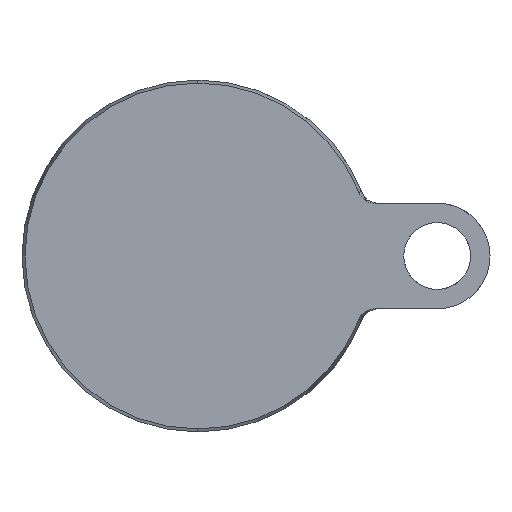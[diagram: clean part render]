
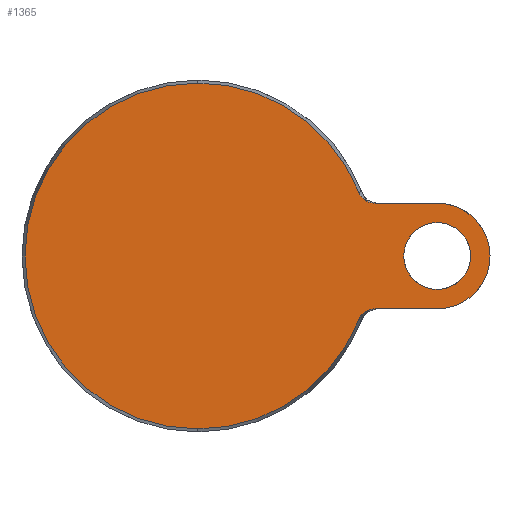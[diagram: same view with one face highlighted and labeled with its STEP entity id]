
A CAD part, front view. The second image highlights one B-rep face of the part: STEP entity #1365.
In plain terms, the highlighted planar face has unit normal (0, -1, 0).
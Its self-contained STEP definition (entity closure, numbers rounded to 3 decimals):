
#4 = CARTESIAN_POINT ( 'NONE',  ( 0., 0., 0. ) ) ;
#7 = VERTEX_POINT ( 'NONE', #658 ) ;
#71 = CARTESIAN_POINT ( 'NONE',  ( 0., 0., 0. ) ) ;
#90 = VERTEX_POINT ( 'NONE', #1031 ) ;
#121 = CARTESIAN_POINT ( 'NONE',  ( 45.66, 0., 18.169 ) ) ;
#131 = CARTESIAN_POINT ( 'NONE',  ( 45.848, 0., -17.699 ) ) ;
#134 = CARTESIAN_POINT ( 'NONE',  ( 47.955, 0., 15.598 ) ) ;
#141 = CARTESIAN_POINT ( 'NONE',  ( 46.575, 0., -16.681 ) ) ;
#147 = CARTESIAN_POINT ( 'NONE',  ( 48.637, 0., -15.295 ) ) ;
#211 = LINE ( 'NONE', #333, #1171 ) ;
#212 = DIRECTION ( 'NONE',  ( 0., -1., 0. ) ) ;
#217 = EDGE_CURVE ( 'NONE', #1479, #342, #1170, .T. ) ;
#225 = CIRCLE ( 'NONE', #884, 9.5 ) ;
#230 = DIRECTION ( 'NONE',  ( 1., 0., 0. ) ) ;
#239 = CARTESIAN_POINT ( 'NONE',  ( 45.848, 0., 17.699 ) ) ;
#259 = CARTESIAN_POINT ( 'NONE',  ( 45.66, 0., -18.169 ) ) ;
#284 = EDGE_CURVE ( 'NONE', #1253, #7, #1603, .T. ) ;
#328 = AXIS2_PLACEMENT_3D ( 'NONE', #1582, #861, #1192 ) ;
#333 = CARTESIAN_POINT ( 'NONE',  ( 15., 0., -15. ) ) ;
#336 = CARTESIAN_POINT ( 'NONE',  ( 68., 0., 0. ) ) ;
#342 = VERTEX_POINT ( 'NONE', #765 ) ;
#347 = DIRECTION ( 'NONE',  ( -1., 0., 0. ) ) ;
#349 = CARTESIAN_POINT ( 'NONE',  ( 15., 0., 15. ) ) ;
#364 = VERTEX_POINT ( 'NONE', #1248 ) ;
#370 = DIRECTION ( 'NONE',  ( 0., 0., -1. ) ) ;
#375 = CARTESIAN_POINT ( 'NONE',  ( 48.407, 0., 15.384 ) ) ;
#389 = CARTESIAN_POINT ( 'NONE',  ( 47.314, 0., -16.005 ) ) ;
#403 = AXIS2_PLACEMENT_3D ( 'NONE', #71, #212, #1586 ) ;
#407 = EDGE_CURVE ( 'NONE', #342, #772, #1002, .T. ) ;
#426 = EDGE_LOOP ( 'NONE', ( #1465, #1229, #742, #660, #926, #511, #1611, #1231 ) ) ;
#433 = AXIS2_PLACEMENT_3D ( 'NONE', #4, #651, #370 ) ;
#444 = CARTESIAN_POINT ( 'NONE',  ( 68., 0., -9.5 ) ) ;
#448 = CARTESIAN_POINT ( 'NONE',  ( 49.86, 0., 15. ) ) ;
#506 = VERTEX_POINT ( 'NONE', #444 ) ;
#511 = ORIENTED_EDGE ( 'NONE', *, *, #407, .T. ) ;
#515 = CARTESIAN_POINT ( 'NONE',  ( 50.366, 0., 15. ) ) ;
#516 = CIRCLE ( 'NONE', #433, 49.143 ) ;
#521 = CARTESIAN_POINT ( 'NONE',  ( 46.1, 0., -17.269 ) ) ;
#531 = EDGE_CURVE ( 'NONE', #90, #1479, #934, .T. ) ;
#543 = CIRCLE ( 'NONE', #328, 15. ) ;
#548 = FACE_OUTER_BOUND ( 'NONE', #426, .T. ) ;
#584 = VERTEX_POINT ( 'NONE', #1108 ) ;
#586 = EDGE_CURVE ( 'NONE', #584, #772, #211, .T. ) ;
#617 = CARTESIAN_POINT ( 'NONE',  ( 47.738, 0., 15.721 ) ) ;
#634 = CARTESIAN_POINT ( 'NONE',  ( 49.366, 0., 15.074 ) ) ;
#651 = DIRECTION ( 'NONE',  ( 0., -1., 0. ) ) ;
#657 = CARTESIAN_POINT ( 'NONE',  ( 47.73, 0., -15.726 ) ) ;
#658 = CARTESIAN_POINT ( 'NONE',  ( 68., 0., 15. ) ) ;
#660 = ORIENTED_EDGE ( 'NONE', *, *, #531, .T. ) ;
#710 = CARTESIAN_POINT ( 'NONE',  ( 0., 0., -49.143 ) ) ;
#727 = DIRECTION ( 'NONE',  ( 0., -1., 0. ) ) ;
#742 = ORIENTED_EDGE ( 'NONE', *, *, #1206, .T. ) ;
#765 = CARTESIAN_POINT ( 'NONE',  ( 45.66, 0., -18.169 ) ) ;
#772 = VERTEX_POINT ( 'NONE', #1563 ) ;
#790 = CARTESIAN_POINT ( 'NONE',  ( 50.113, 0., -15. ) ) ;
#795 = EDGE_CURVE ( 'NONE', #506, #364, #827, .T. ) ;
#797 = CARTESIAN_POINT ( 'NONE',  ( 49.363, 0., -15.093 ) ) ;
#799 = DIRECTION ( 'NONE',  ( 0., 0., 1. ) ) ;
#814 = CARTESIAN_POINT ( 'NONE',  ( 48.405, 0., -15.385 ) ) ;
#818 = PLANE ( 'NONE',  #1036 ) ;
#827 = CIRCLE ( 'NONE', #1116, 9.5 ) ;
#849 = CARTESIAN_POINT ( 'NONE',  ( 45.66, 0., 18.169 ) ) ;
#861 = DIRECTION ( 'NONE',  ( 0., 1., 0. ) ) ;
#883 = CARTESIAN_POINT ( 'NONE',  ( 46.751, 0., 16.495 ) ) ;
#884 = AXIS2_PLACEMENT_3D ( 'NONE', #336, #1089, #1335 ) ;
#887 = AXIS2_PLACEMENT_3D ( 'NONE', #1602, #727, #1477 ) ;
#898 = CARTESIAN_POINT ( 'NONE',  ( 47.952, 0., -15.6 ) ) ;
#926 = ORIENTED_EDGE ( 'NONE', *, *, #217, .T. ) ;
#927 = DIRECTION ( 'NONE',  ( 0., 1., 0. ) ) ;
#934 = CIRCLE ( 'NONE', #887, 49.143 ) ;
#935 = CARTESIAN_POINT ( 'NONE',  ( 49.862, 0., -15.019 ) ) ;
#939 = B_SPLINE_CURVE_WITH_KNOTS ( 'NONE', 3,
 ( #1574, #448, #634, #1525, #375, #134, #617, #1518, #1612, #883, #1237, #1243, #239, #121 ),
 .UNSPECIFIED., .F., .F.,
 ( 4, 2, 2, 2, 2, 2, 4 ),
 ( 0., 0.001, 0.002, 0.003, 0.004, 0.004, 0.006 ),
 .UNSPECIFIED. ) ;
#1002 = B_SPLINE_CURVE_WITH_KNOTS ( 'NONE', 3,
 ( #259, #131, #521, #141, #1019, #1523, #389, #657, #898, #814, #147, #1545, #797, #935, #790, #1188 ),
 .UNSPECIFIED., .F., .F.,
 ( 4, 2, 2, 2, 2, 2, 2, 4 ),
 ( 0., 0.001, 0.002, 0.003, 0.004, 0.004, 0.005, 0.006 ),
 .UNSPECIFIED. ) ;
#1013 = VECTOR ( 'NONE', #230, 1000. ) ;
#1019 = CARTESIAN_POINT ( 'NONE',  ( 46.749, 0., -16.497 ) ) ;
#1031 = CARTESIAN_POINT ( 'NONE',  ( 0., 0., 49.143 ) ) ;
#1035 = CARTESIAN_POINT ( 'NONE',  ( -49.143, 0., 0. ) ) ;
#1036 = AXIS2_PLACEMENT_3D ( 'NONE', #1035, #1299, #1543 ) ;
#1074 = ORIENTED_EDGE ( 'NONE', *, *, #795, .T. ) ;
#1089 = DIRECTION ( 'NONE',  ( 0., 1., 0. ) ) ;
#1100 = ORIENTED_EDGE ( 'NONE', *, *, #1497, .T. ) ;
#1108 = CARTESIAN_POINT ( 'NONE',  ( 68., 0., -15. ) ) ;
#1110 = EDGE_LOOP ( 'NONE', ( #1074, #1100 ) ) ;
#1116 = AXIS2_PLACEMENT_3D ( 'NONE', #1418, #927, #799 ) ;
#1170 = CIRCLE ( 'NONE', #403, 49.143 ) ;
#1171 = VECTOR ( 'NONE', #347, 1000. ) ;
#1188 = CARTESIAN_POINT ( 'NONE',  ( 50.366, 0., -15. ) ) ;
#1192 = DIRECTION ( 'NONE',  ( 0., 0., -1. ) ) ;
#1206 = EDGE_CURVE ( 'NONE', #1481, #90, #516, .T. ) ;
#1229 = ORIENTED_EDGE ( 'NONE', *, *, #1577, .T. ) ;
#1231 = ORIENTED_EDGE ( 'NONE', *, *, #1569, .F. ) ;
#1237 = CARTESIAN_POINT ( 'NONE',  ( 46.58, 0., 16.677 ) ) ;
#1243 = CARTESIAN_POINT ( 'NONE',  ( 46.108, 0., 17.258 ) ) ;
#1248 = CARTESIAN_POINT ( 'NONE',  ( 68., 0., 9.5 ) ) ;
#1253 = VERTEX_POINT ( 'NONE', #515 ) ;
#1299 = DIRECTION ( 'NONE',  ( 0., 1., 0. ) ) ;
#1335 = DIRECTION ( 'NONE',  ( 0., 0., 1. ) ) ;
#1365 = ADVANCED_FACE ( 'NONE', ( #548, #1550 ), #818, .F. ) ;
#1418 = CARTESIAN_POINT ( 'NONE',  ( 68., 0., 0. ) ) ;
#1465 = ORIENTED_EDGE ( 'NONE', *, *, #284, .F. ) ;
#1477 = DIRECTION ( 'NONE',  ( 0., 0., -1. ) ) ;
#1479 = VERTEX_POINT ( 'NONE', #710 ) ;
#1481 = VERTEX_POINT ( 'NONE', #849 ) ;
#1497 = EDGE_CURVE ( 'NONE', #364, #506, #225, .T. ) ;
#1518 = CARTESIAN_POINT ( 'NONE',  ( 47.322, 0., 16. ) ) ;
#1523 = CARTESIAN_POINT ( 'NONE',  ( 47.118, 0., -16.16 ) ) ;
#1525 = CARTESIAN_POINT ( 'NONE',  ( 48.644, 0., 15.292 ) ) ;
#1543 = DIRECTION ( 'NONE',  ( 0., 0., 1. ) ) ;
#1545 = CARTESIAN_POINT ( 'NONE',  ( 49.116, 0., -15.149 ) ) ;
#1550 = FACE_BOUND ( 'NONE', #1110, .T. ) ;
#1563 = CARTESIAN_POINT ( 'NONE',  ( 50.366, 0., -15. ) ) ;
#1569 = EDGE_CURVE ( 'NONE', #7, #584, #543, .T. ) ;
#1574 = CARTESIAN_POINT ( 'NONE',  ( 50.366, 0., 15. ) ) ;
#1577 = EDGE_CURVE ( 'NONE', #1253, #1481, #939, .T. ) ;
#1582 = CARTESIAN_POINT ( 'NONE',  ( 68., 0., 0. ) ) ;
#1586 = DIRECTION ( 'NONE',  ( 0., 0., -1. ) ) ;
#1602 = CARTESIAN_POINT ( 'NONE',  ( 0., 0., 0. ) ) ;
#1603 = LINE ( 'NONE', #349, #1013 ) ;
#1611 = ORIENTED_EDGE ( 'NONE', *, *, #586, .F. ) ;
#1612 = CARTESIAN_POINT ( 'NONE',  ( 47.122, 0., 16.157 ) ) ;
